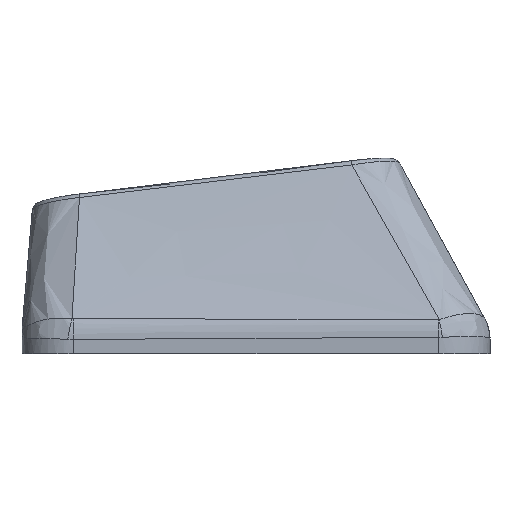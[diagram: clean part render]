
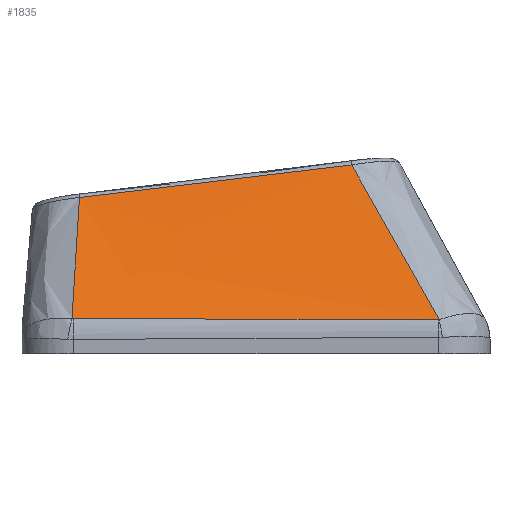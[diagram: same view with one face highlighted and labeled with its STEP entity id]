
A CAD part, left-side view. The second image highlights one B-rep face of the part: STEP entity #1835.
In plain terms, the highlighted free-form (B-spline) face has degree [3, 3] with [4, 4] control points.
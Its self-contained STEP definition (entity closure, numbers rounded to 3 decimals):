
#29=B_SPLINE_SURFACE_WITH_KNOTS('',3,3,((#4053,#4054,#4055,#4056),(#4057,
#4058,#4059,#4060),(#4061,#4062,#4063,#4064),(#4065,#4066,#4067,#4068)),
 .UNSPECIFIED.,.F.,.F.,.F.,(4,4),(4,4),(0.099,0.893),
(0.027,0.951),.UNSPECIFIED.);
#188=FACE_OUTER_BOUND('',#274,.T.);
#274=EDGE_LOOP('',(#1447,#1448,#1449,#1450,#1451,#1452));
#579=B_SPLINE_CURVE_WITH_KNOTS('',3,(#3731,#3732,#3733,#3734),
 .UNSPECIFIED.,.F.,.F.,(4,4),(0.,0.004),
 .UNSPECIFIED.);
#581=B_SPLINE_CURVE_WITH_KNOTS('',3,(#3758,#3759,#3760,#3761),
 .UNSPECIFIED.,.F.,.F.,(4,4),(0.,1.416),.UNSPECIFIED.);
#583=B_SPLINE_CURVE_WITH_KNOTS('',3,(#3785,#3786,#3787,#3788),
 .UNSPECIFIED.,.F.,.F.,(4,4),(0.,0.006),
 .UNSPECIFIED.);
#598=B_SPLINE_CURVE_WITH_KNOTS('',3,(#4070,#4071,#4072,#4073),
 .UNSPECIFIED.,.F.,.F.,(4,4),(0.022,0.777),
 .UNSPECIFIED.);
#599=B_SPLINE_CURVE_WITH_KNOTS('',3,(#4075,#4076,#4077,#4078),
 .UNSPECIFIED.,.F.,.F.,(4,4),(-1.064,0.),
 .UNSPECIFIED.);
#600=B_SPLINE_CURVE_WITH_KNOTS('',3,(#4079,#4080,#4081,#4082),
 .UNSPECIFIED.,.F.,.F.,(4,4),(-0.578,-0.019),
 .UNSPECIFIED.);
#804=VERTEX_POINT('',#3693);
#806=VERTEX_POINT('',#3724);
#808=VERTEX_POINT('',#3751);
#810=VERTEX_POINT('',#3778);
#826=VERTEX_POINT('',#4069);
#827=VERTEX_POINT('',#4074);
#1057=EDGE_CURVE('',#804,#806,#579,.T.);
#1060=EDGE_CURVE('',#806,#808,#581,.T.);
#1063=EDGE_CURVE('',#808,#810,#583,.T.);
#1087=EDGE_CURVE('',#826,#804,#598,.T.);
#1088=EDGE_CURVE('',#827,#826,#599,.T.);
#1089=EDGE_CURVE('',#810,#827,#600,.T.);
#1447=ORIENTED_EDGE('',*,*,#1063,.F.);
#1448=ORIENTED_EDGE('',*,*,#1060,.F.);
#1449=ORIENTED_EDGE('',*,*,#1057,.F.);
#1450=ORIENTED_EDGE('',*,*,#1087,.F.);
#1451=ORIENTED_EDGE('',*,*,#1088,.F.);
#1452=ORIENTED_EDGE('',*,*,#1089,.F.);
#1835=ADVANCED_FACE('',(#188),#29,.T.);
#3693=CARTESIAN_POINT('',(-13.679,-7.115,0.322));
#3724=CARTESIAN_POINT('',(-13.681,-7.077,0.319));
#3731=CARTESIAN_POINT('Ctrl Pts',(-13.679,-7.115,0.322));
#3732=CARTESIAN_POINT('Ctrl Pts',(-13.68,-7.103,0.32));
#3733=CARTESIAN_POINT('Ctrl Pts',(-13.681,-7.09,0.319));
#3734=CARTESIAN_POINT('Ctrl Pts',(-13.681,-7.077,0.319));
#3751=CARTESIAN_POINT('',(-13.605,7.086,0.37));
#3758=CARTESIAN_POINT('Ctrl Pts',(-13.681,-7.077,0.319));
#3759=CARTESIAN_POINT('Ctrl Pts',(-13.662,-2.356,0.335));
#3760=CARTESIAN_POINT('Ctrl Pts',(-13.638,2.365,0.352));
#3761=CARTESIAN_POINT('Ctrl Pts',(-13.605,7.086,0.37));
#3778=CARTESIAN_POINT('',(-13.602,7.142,0.375));
#3785=CARTESIAN_POINT('Ctrl Pts',(-13.605,7.086,0.37));
#3786=CARTESIAN_POINT('Ctrl Pts',(-13.605,7.105,0.37));
#3787=CARTESIAN_POINT('Ctrl Pts',(-13.604,7.124,0.372));
#3788=CARTESIAN_POINT('Ctrl Pts',(-13.602,7.142,0.375));
#4053=CARTESIAN_POINT('Ctrl Pts',(-10.601,-4.096,6.376));
#4054=CARTESIAN_POINT('Ctrl Pts',(-11.627,-5.103,4.357));
#4055=CARTESIAN_POINT('Ctrl Pts',(-12.654,-6.11,2.338));
#4056=CARTESIAN_POINT('Ctrl Pts',(-13.681,-7.117,0.319));
#4057=CARTESIAN_POINT('Ctrl Pts',(-10.601,-0.349,
5.932));
#4058=CARTESIAN_POINT('Ctrl Pts',(-11.627,-1.021,4.054));
#4059=CARTESIAN_POINT('Ctrl Pts',(-12.654,-1.692,2.176));
#4060=CARTESIAN_POINT('Ctrl Pts',(-13.681,-2.364,0.297));
#4061=CARTESIAN_POINT('Ctrl Pts',(-10.601,3.397,5.489));
#4062=CARTESIAN_POINT('Ctrl Pts',(-11.627,3.061,3.751));
#4063=CARTESIAN_POINT('Ctrl Pts',(-12.654,2.725,2.013));
#4064=CARTESIAN_POINT('Ctrl Pts',(-13.681,2.389,0.275));
#4065=CARTESIAN_POINT('Ctrl Pts',(-10.601,7.144,5.045));
#4066=CARTESIAN_POINT('Ctrl Pts',(-11.627,7.143,3.447));
#4067=CARTESIAN_POINT('Ctrl Pts',(-12.654,7.143,1.85));
#4068=CARTESIAN_POINT('Ctrl Pts',(-13.681,7.142,0.253));
#4069=CARTESIAN_POINT('',(-10.601,-3.712,6.331));
#4070=CARTESIAN_POINT('Ctrl Pts',(-10.601,-3.712,6.331));
#4071=CARTESIAN_POINT('Ctrl Pts',(-11.634,-4.853,4.333));
#4072=CARTESIAN_POINT('Ctrl Pts',(-12.658,-5.986,2.329));
#4073=CARTESIAN_POINT('Ctrl Pts',(-13.679,-7.115,0.322));
#4074=CARTESIAN_POINT('',(-10.609,6.85,5.067));
#4075=CARTESIAN_POINT('Ctrl Pts',(-10.609,6.85,5.067));
#4076=CARTESIAN_POINT('Ctrl Pts',(-10.606,3.329,5.486));
#4077=CARTESIAN_POINT('Ctrl Pts',(-10.604,-0.192,
5.908));
#4078=CARTESIAN_POINT('Ctrl Pts',(-10.601,-3.712,6.331));
#4079=CARTESIAN_POINT('Ctrl Pts',(-13.602,7.142,0.375));
#4080=CARTESIAN_POINT('Ctrl Pts',(-12.599,7.037,1.937));
#4081=CARTESIAN_POINT('Ctrl Pts',(-11.6,6.938,3.501));
#4082=CARTESIAN_POINT('Ctrl Pts',(-10.609,6.85,5.067));
